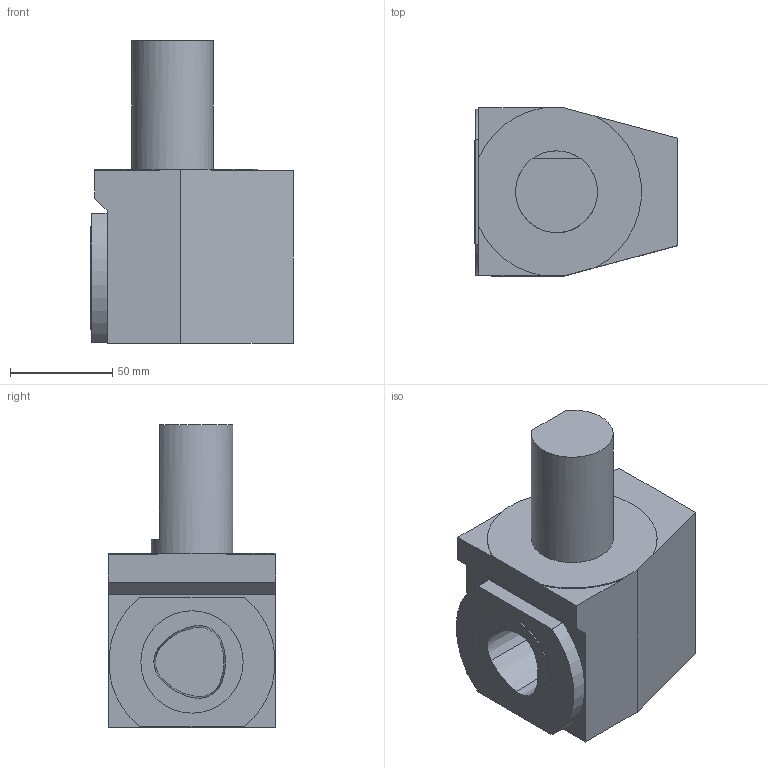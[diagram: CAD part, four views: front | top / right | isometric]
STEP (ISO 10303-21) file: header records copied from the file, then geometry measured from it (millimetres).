
FILE_DESCRIPTION(/* description */ (''),/* implementation_level */ '2;1');
FILE_NAME(/* name */ 'C5-LC2040-53040M.stp',/* time_stamp */ '2017-10-23T16:42:13+05:00',/* author */ (''),/* organization */ (''),/* preprocessor_version */ 'ST-DEVELOPER v16',/* originating_system */ 'SIEMENS PLM Software NX 11.0',/* authorisation */ '');
FILE_SCHEMA (('AUTOMOTIVE_DESIGN { 1 0 10303 214 3 1 1 1 }'));
Length unit declared in the file: millimetre
Products named in the file (1): C5-LC2040-53040M
Bounding box: 99 x 82 x 148 mm (x, y, z)
Volume: 655745 mm3; surface area: 56815.6 mm2
Topology: 2 solids, 2 shells, 35 faces, 84 edges, 56 vertices
Faces by surface type: plane 22, cylinder 7, cone 6
Full cylindrical faces by diameter (mm): 39.992 x1, 50 x1
Entity records: 1071 total; most frequent: DIRECTION 186, CARTESIAN_POINT 175, ORIENTED_EDGE 162, EDGE_CURVE 81, AXIS2_PLACEMENT_3D 66, VERTEX_POINT 55, LINE 54, VECTOR 54
